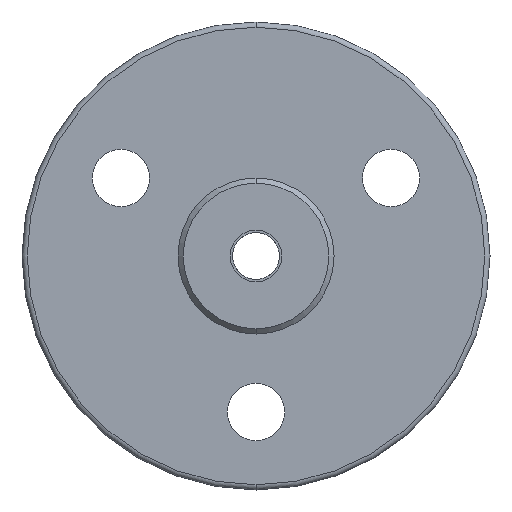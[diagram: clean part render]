
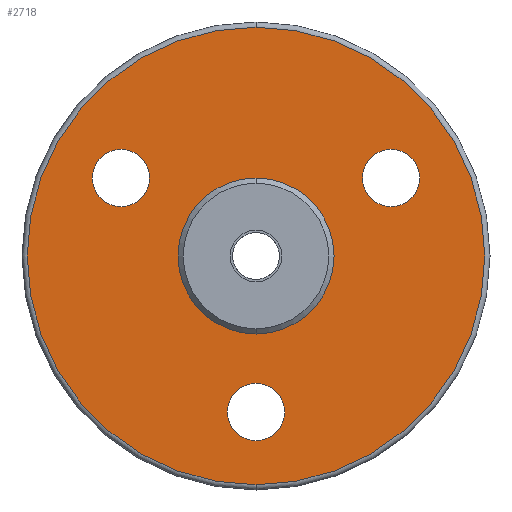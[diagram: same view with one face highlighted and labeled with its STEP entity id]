
A CAD part, front view. The second image highlights one B-rep face of the part: STEP entity #2718.
In plain terms, the highlighted planar face has unit normal (0, -1, 0).
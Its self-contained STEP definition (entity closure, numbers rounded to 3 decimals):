
#44 = VERTEX_POINT ( 'NONE', #2924 ) ;
#87 = AXIS2_PLACEMENT_3D ( 'NONE', #2992, #932, #1856 ) ;
#102 = DIRECTION ( 'NONE',  ( 0., 0., 1. ) ) ;
#125 = CIRCLE ( 'NONE', #1830, 2.75 ) ;
#144 = CARTESIAN_POINT ( 'NONE',  ( -10.609, 0., 6.125 ) ) ;
#155 = CIRCLE ( 'NONE', #1873, 7. ) ;
#164 = CIRCLE ( 'NONE', #1882, 2.75 ) ;
#165 = CIRCLE ( 'NONE', #2248, 22. ) ;
#185 = EDGE_CURVE ( 'NONE', #1263, #1567, #2420, .T. ) ;
#231 = CIRCLE ( 'NONE', #1937, 2.75 ) ;
#247 = DIRECTION ( 'NONE',  ( 0., -1., 0. ) ) ;
#249 = CARTESIAN_POINT ( 'NONE',  ( -12.99, 0., 7.5 ) ) ;
#274 = CIRCLE ( 'NONE', #1976, 22. ) ;
#289 = DIRECTION ( 'NONE',  ( 0., -1., 0. ) ) ;
#298 = ORIENTED_EDGE ( 'NONE', *, *, #2637, .T. ) ;
#314 = CIRCLE ( 'NONE', #709, 7. ) ;
#374 = DIRECTION ( 'NONE',  ( 0., 0., 1. ) ) ;
#437 = PLANE ( 'NONE',  #87 ) ;
#483 = ORIENTED_EDGE ( 'NONE', *, *, #1529, .F. ) ;
#582 = VERTEX_POINT ( 'NONE', #1821 ) ;
#636 = CARTESIAN_POINT ( 'NONE',  ( 12.99, 0., 7.5 ) ) ;
#644 = CARTESIAN_POINT ( 'NONE',  ( -12.99, 0., 7.5 ) ) ;
#646 = ORIENTED_EDGE ( 'NONE', *, *, #2159, .T. ) ;
#678 = FACE_BOUND ( 'NONE', #2436, .T. ) ;
#680 = EDGE_CURVE ( 'NONE', #44, #903, #314, .T. ) ;
#709 = AXIS2_PLACEMENT_3D ( 'NONE', #2367, #289, #1217 ) ;
#740 = AXIS2_PLACEMENT_3D ( 'NONE', #249, #1179, #2099 ) ;
#786 = DIRECTION ( 'NONE',  ( -0.866, 0., -0.5 ) ) ;
#834 = CARTESIAN_POINT ( 'NONE',  ( 0., 0., 0. ) ) ;
#903 = VERTEX_POINT ( 'NONE', #1151 ) ;
#932 = DIRECTION ( 'NONE',  ( 0., 1., 0. ) ) ;
#967 = AXIS2_PLACEMENT_3D ( 'NONE', #644, #1568, #2480 ) ;
#991 = EDGE_LOOP ( 'NONE', ( #2563, #2254 ) ) ;
#1039 = CARTESIAN_POINT ( 'NONE',  ( 0., 0., -15. ) ) ;
#1040 = CARTESIAN_POINT ( 'NONE',  ( -15.372, 0., 8.875 ) ) ;
#1151 = CARTESIAN_POINT ( 'NONE',  ( 0., 0., -7. ) ) ;
#1177 = DIRECTION ( 'NONE',  ( 0., 0., 1. ) ) ;
#1179 = DIRECTION ( 'NONE',  ( 0., 1., 0. ) ) ;
#1208 = ORIENTED_EDGE ( 'NONE', *, *, #1382, .T. ) ;
#1217 = DIRECTION ( 'NONE',  ( 0., 0., 1. ) ) ;
#1226 = EDGE_LOOP ( 'NONE', ( #1208, #646 ) ) ;
#1257 = CARTESIAN_POINT ( 'NONE',  ( 0., 0., -15. ) ) ;
#1263 = VERTEX_POINT ( 'NONE', #1040 ) ;
#1289 = AXIS2_PLACEMENT_3D ( 'NONE', #636, #1561, #2472 ) ;
#1375 = ORIENTED_EDGE ( 'NONE', *, *, #185, .T. ) ;
#1382 = EDGE_CURVE ( 'NONE', #2813, #1559, #165, .T. ) ;
#1467 = ORIENTED_EDGE ( 'NONE', *, *, #1621, .T. ) ;
#1529 = EDGE_CURVE ( 'NONE', #903, #44, #155, .T. ) ;
#1559 = VERTEX_POINT ( 'NONE', #2457 ) ;
#1561 = DIRECTION ( 'NONE',  ( 0., 1., 0. ) ) ;
#1567 = VERTEX_POINT ( 'NONE', #144 ) ;
#1568 = DIRECTION ( 'NONE',  ( 0., 1., 0. ) ) ;
#1579 = EDGE_LOOP ( 'NONE', ( #2733, #483 ) ) ;
#1602 = FACE_BOUND ( 'NONE', #991, .T. ) ;
#1621 = EDGE_CURVE ( 'NONE', #1567, #1263, #2253, .T. ) ;
#1712 = VERTEX_POINT ( 'NONE', #2792 ) ;
#1745 = DIRECTION ( 'NONE',  ( 0., 1., 0. ) ) ;
#1756 = DIRECTION ( 'NONE',  ( 0., -1., 0. ) ) ;
#1762 = CARTESIAN_POINT ( 'NONE',  ( 0., 0., 0. ) ) ;
#1794 = EDGE_CURVE ( 'NONE', #582, #1712, #231, .T. ) ;
#1821 = CARTESIAN_POINT ( 'NONE',  ( 15.372, 0., 8.875 ) ) ;
#1823 = FACE_OUTER_BOUND ( 'NONE', #1226, .T. ) ;
#1830 = AXIS2_PLACEMENT_3D ( 'NONE', #1039, #1745, #2659 ) ;
#1856 = DIRECTION ( 'NONE',  ( 0., 0., 1. ) ) ;
#1873 = AXIS2_PLACEMENT_3D ( 'NONE', #834, #1756, #2668 ) ;
#1882 = AXIS2_PLACEMENT_3D ( 'NONE', #1257, #2182, #102 ) ;
#1937 = AXIS2_PLACEMENT_3D ( 'NONE', #1938, #2853, #786 ) ;
#1938 = CARTESIAN_POINT ( 'NONE',  ( 12.99, 0., 7.5 ) ) ;
#1976 = AXIS2_PLACEMENT_3D ( 'NONE', #1762, #2448, #374 ) ;
#1986 = EDGE_LOOP ( 'NONE', ( #298, #2321 ) ) ;
#2071 = EDGE_CURVE ( 'NONE', #2695, #2336, #164, .T. ) ;
#2099 = DIRECTION ( 'NONE',  ( 0.866, 0., -0.5 ) ) ;
#2159 = EDGE_CURVE ( 'NONE', #1559, #2813, #274, .T. ) ;
#2182 = DIRECTION ( 'NONE',  ( 0., 1., 0. ) ) ;
#2216 = CARTESIAN_POINT ( 'NONE',  ( 0., 0., -17.75 ) ) ;
#2237 = EDGE_CURVE ( 'NONE', #1712, #582, #2595, .T. ) ;
#2248 = AXIS2_PLACEMENT_3D ( 'NONE', #2324, #247, #1177 ) ;
#2253 = CIRCLE ( 'NONE', #967, 2.75 ) ;
#2254 = ORIENTED_EDGE ( 'NONE', *, *, #1794, .T. ) ;
#2321 = ORIENTED_EDGE ( 'NONE', *, *, #2071, .T. ) ;
#2324 = CARTESIAN_POINT ( 'NONE',  ( 0., 0., 0. ) ) ;
#2336 = VERTEX_POINT ( 'NONE', #2971 ) ;
#2349 = CARTESIAN_POINT ( 'NONE',  ( 0., 0., 22. ) ) ;
#2367 = CARTESIAN_POINT ( 'NONE',  ( 0., 0., 0. ) ) ;
#2420 = CIRCLE ( 'NONE', #740, 2.75 ) ;
#2436 = EDGE_LOOP ( 'NONE', ( #1467, #1375 ) ) ;
#2448 = DIRECTION ( 'NONE',  ( 0., -1., 0. ) ) ;
#2457 = CARTESIAN_POINT ( 'NONE',  ( 0., 0., -22. ) ) ;
#2472 = DIRECTION ( 'NONE',  ( -0.866, 0., -0.5 ) ) ;
#2480 = DIRECTION ( 'NONE',  ( 0.866, 0., -0.5 ) ) ;
#2512 = FACE_BOUND ( 'NONE', #1986, .T. ) ;
#2563 = ORIENTED_EDGE ( 'NONE', *, *, #2237, .T. ) ;
#2595 = CIRCLE ( 'NONE', #1289, 2.75 ) ;
#2637 = EDGE_CURVE ( 'NONE', #2336, #2695, #125, .T. ) ;
#2659 = DIRECTION ( 'NONE',  ( 0., 0., 1. ) ) ;
#2668 = DIRECTION ( 'NONE',  ( 0., 0., 1. ) ) ;
#2695 = VERTEX_POINT ( 'NONE', #2216 ) ;
#2718 = ADVANCED_FACE ( 'NONE', ( #1823, #2740, #678, #1602, #2512 ), #437, .F. ) ;
#2733 = ORIENTED_EDGE ( 'NONE', *, *, #680, .F. ) ;
#2740 = FACE_BOUND ( 'NONE', #1579, .T. ) ;
#2792 = CARTESIAN_POINT ( 'NONE',  ( 10.609, 0., 6.125 ) ) ;
#2813 = VERTEX_POINT ( 'NONE', #2349 ) ;
#2853 = DIRECTION ( 'NONE',  ( 0., 1., 0. ) ) ;
#2924 = CARTESIAN_POINT ( 'NONE',  ( 0., 0., 7. ) ) ;
#2971 = CARTESIAN_POINT ( 'NONE',  ( 0., 0., -12.25 ) ) ;
#2992 = CARTESIAN_POINT ( 'NONE',  ( 0., 0., 0. ) ) ;
